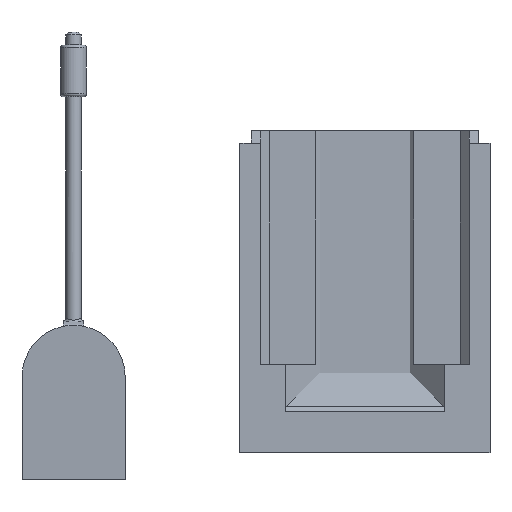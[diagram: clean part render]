
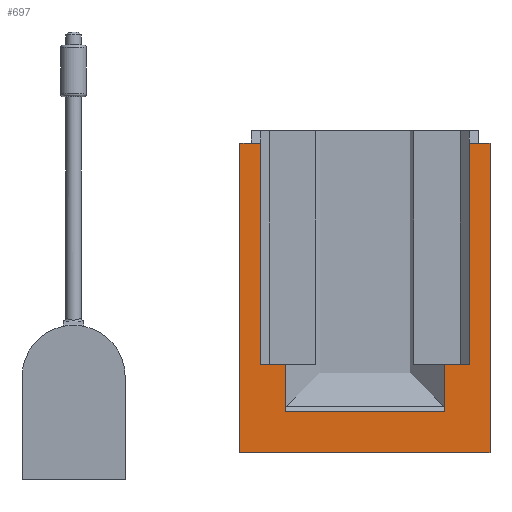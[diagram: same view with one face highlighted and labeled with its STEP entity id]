
A CAD part, top view. The second image highlights one B-rep face of the part: STEP entity #697.
In plain terms, the highlighted planar face has unit normal (0, 0, 1).
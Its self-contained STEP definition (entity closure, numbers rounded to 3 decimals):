
#269=CARTESIAN_POINT('',(444.979,106.864,26.5));
#270=VERTEX_POINT('',#269);
#271=CARTESIAN_POINT('',(383.021,106.864,26.5));
#272=VERTEX_POINT('',#271);
#273=CARTESIAN_POINT('',(444.979,106.864,26.5));
#274=DIRECTION('',(-1.,-0.,-0.));
#275=VECTOR('',#274,61.958);
#276=LINE('',#273,#275);
#277=EDGE_CURVE('',#270,#272,#276,.T.);
#436=CARTESIAN_POINT('',(365.5,91.,26.5));
#437=VERTEX_POINT('',#436);
#446=CARTESIAN_POINT('',(365.5,211.,26.5));
#447=VERTEX_POINT('',#446);
#448=CARTESIAN_POINT('',(365.5,211.,26.5));
#449=DIRECTION('',(0.,-1.,0.));
#450=VECTOR('',#449,120.);
#451=LINE('',#448,#450);
#452=EDGE_CURVE('',#447,#437,#451,.T.);
#478=CARTESIAN_POINT('',(462.5,91.,26.5));
#479=VERTEX_POINT('',#478);
#494=CARTESIAN_POINT('',(462.5,211.,26.5));
#495=VERTEX_POINT('',#494);
#502=CARTESIAN_POINT('',(462.5,211.,26.5));
#503=DIRECTION('',(0.,-1.,0.));
#504=VECTOR('',#503,120.);
#505=LINE('',#502,#504);
#506=EDGE_CURVE('',#495,#479,#505,.T.);
#621=CARTESIAN_POINT('',(414.,141.,26.5));
#622=DIRECTION('',(-0.,0.,1.));
#623=DIRECTION('',(1.,0.,0.));
#624=AXIS2_PLACEMENT_3D('',#621,#622,#623);
#625=PLANE('',#624);
#626=CARTESIAN_POINT('',(454.5,211.,26.5));
#627=VERTEX_POINT('',#626);
#628=CARTESIAN_POINT('',(462.5,211.,26.5));
#629=DIRECTION('',(-1.,0.,-0.));
#630=VECTOR('',#629,8.);
#631=LINE('',#628,#630);
#632=EDGE_CURVE('',#495,#627,#631,.T.);
#633=ORIENTED_EDGE('',*,*,#632,.T.);
#634=CARTESIAN_POINT('',(454.5,125.275,26.5));
#635=VERTEX_POINT('',#634);
#636=CARTESIAN_POINT('',(454.5,125.275,26.5));
#637=DIRECTION('',(-0.,1.,-0.));
#638=VECTOR('',#637,85.725);
#639=LINE('',#636,#638);
#640=EDGE_CURVE('',#635,#627,#639,.T.);
#641=ORIENTED_EDGE('',*,*,#640,.F.);
#642=CARTESIAN_POINT('',(444.979,125.275,26.5));
#643=VERTEX_POINT('',#642);
#644=CARTESIAN_POINT('',(454.5,125.275,26.5));
#645=DIRECTION('',(-1.,-0.,-0.));
#646=VECTOR('',#645,9.521);
#647=LINE('',#644,#646);
#648=EDGE_CURVE('',#635,#643,#647,.T.);
#649=ORIENTED_EDGE('',*,*,#648,.T.);
#650=CARTESIAN_POINT('',(444.979,125.275,26.5));
#651=DIRECTION('',(-0.,-1.,-0.));
#652=VECTOR('',#651,18.411);
#653=LINE('',#650,#652);
#654=EDGE_CURVE('',#643,#270,#653,.T.);
#655=ORIENTED_EDGE('',*,*,#654,.T.);
#656=ORIENTED_EDGE('',*,*,#277,.T.);
#657=CARTESIAN_POINT('',(383.021,125.275,26.5));
#658=VERTEX_POINT('',#657);
#659=CARTESIAN_POINT('',(383.021,125.275,26.5));
#660=DIRECTION('',(-0.,-1.,-0.));
#661=VECTOR('',#660,18.411);
#662=LINE('',#659,#661);
#663=EDGE_CURVE('',#658,#272,#662,.T.);
#664=ORIENTED_EDGE('',*,*,#663,.F.);
#665=CARTESIAN_POINT('',(373.5,125.275,26.5));
#666=VERTEX_POINT('',#665);
#667=CARTESIAN_POINT('',(373.5,125.275,26.5));
#668=DIRECTION('',(1.,0.,0.));
#669=VECTOR('',#668,9.521);
#670=LINE('',#667,#669);
#671=EDGE_CURVE('',#666,#658,#670,.T.);
#672=ORIENTED_EDGE('',*,*,#671,.F.);
#673=CARTESIAN_POINT('',(373.5,211.,26.5));
#674=VERTEX_POINT('',#673);
#675=CARTESIAN_POINT('',(373.5,125.275,26.5));
#676=DIRECTION('',(-0.,1.,-0.));
#677=VECTOR('',#676,85.725);
#678=LINE('',#675,#677);
#679=EDGE_CURVE('',#666,#674,#678,.T.);
#680=ORIENTED_EDGE('',*,*,#679,.T.);
#681=CARTESIAN_POINT('',(373.5,211.,26.5));
#682=DIRECTION('',(-1.,0.,-0.));
#683=VECTOR('',#682,8.);
#684=LINE('',#681,#683);
#685=EDGE_CURVE('',#674,#447,#684,.T.);
#686=ORIENTED_EDGE('',*,*,#685,.T.);
#687=ORIENTED_EDGE('',*,*,#452,.T.);
#688=CARTESIAN_POINT('',(462.5,91.,26.5));
#689=DIRECTION('',(-1.,0.,-0.));
#690=VECTOR('',#689,97.);
#691=LINE('',#688,#690);
#692=EDGE_CURVE('',#479,#437,#691,.T.);
#693=ORIENTED_EDGE('',*,*,#692,.F.);
#694=ORIENTED_EDGE('',*,*,#506,.F.);
#695=EDGE_LOOP('',(#633,#641,#649,#655,#656,#664,#672,#680,#686,#687,#693,#694));
#696=FACE_BOUND('',#695,.T.);
#697=ADVANCED_FACE('',(#696),#625,.T.);
